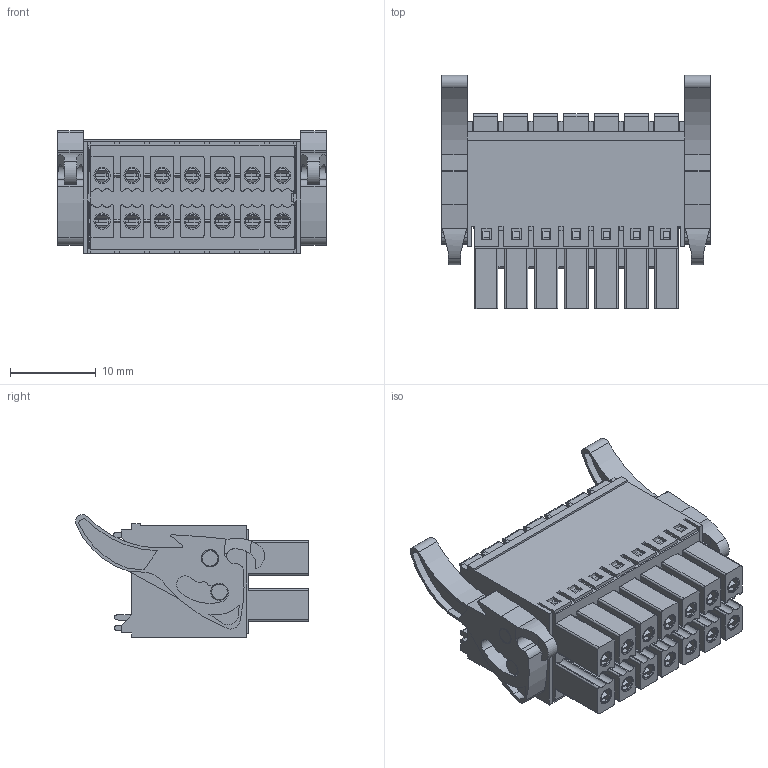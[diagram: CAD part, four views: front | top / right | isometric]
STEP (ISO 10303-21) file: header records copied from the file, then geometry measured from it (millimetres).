
FILE_DESCRIPTION(/* description */ ('Unknown'),/* implementation_level */ '2;1');
FILE_NAME(/* name */ '69137918014',/* time_stamp */ '2024-12-02T14:46:13+01:00',/* author */ ('Unknown'),/* organization */ ('Unknown'),/* preprocessor_version */ 'ST-DEVELOPER v19.4',/* originating_system */ 'Solid Edge',/* authorisation */ 'Unknown');
FILE_SCHEMA (('AUTOMOTIVE_DESIGN {1 0 10303 214 3 1 1}'));
Length unit declared in the file: millimetre
Products named in the file (8): 6913791800xx; 691379180014; 691379180014-2; 6913791800xx_Terminal Lever; 6913791800xx_Contact; 6913791000xx_Contact part 1; 6913791000xx_Contact part 2; 6913791800xx_Operating Lever
Assembly tree (34 placements, depth 3):
  6913791800xx
    691379180014
    691379180014-2
    6913791800xx_Terminal Lever  x14
    6913791800xx_Contact  x14
      6913791000xx_Contact part 1
      6913791000xx_Contact part 2
    6913791800xx_Operating Lever  x2
Bounding box: 31.3 x 27.15 x 14.28 mm (x, y, z)
Volume: 3887.4 mm3; surface area: 14034.5 mm2
Topology: 46 solids, 46 shells, 3471 faces, 9822 edges, 6460 vertices
Faces by surface type: plane 2397, cylinder 996, bspline 70, cone 8
Full cylindrical faces by diameter (mm): 1.6 x14, 1.8 x2, 1.9 x14, 2 x8, 3 x14
Entity records: 47704 total; most frequent: CARTESIAN_POINT 8580, ORIENTED_EDGE 7540, DIRECTION 6972, EDGE_CURVE 3770, LINE 3184, VECTOR 3184, VERTEX_POINT 2504, AXIS2_PLACEMENT_3D 1894
